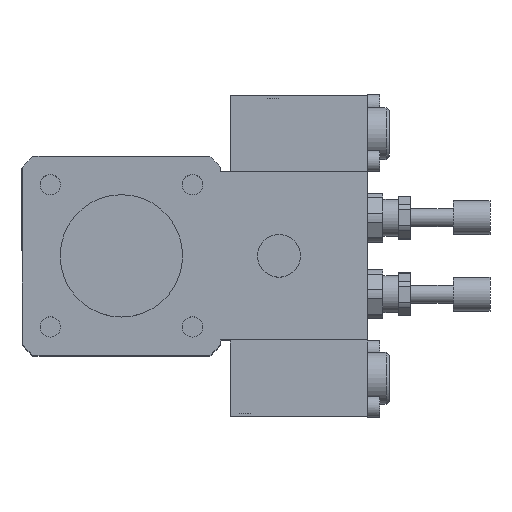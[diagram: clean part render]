
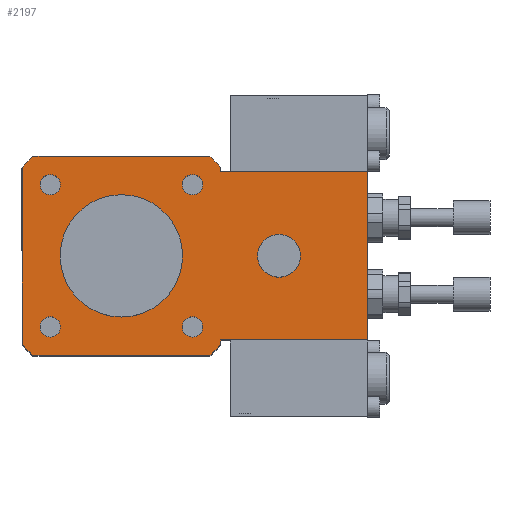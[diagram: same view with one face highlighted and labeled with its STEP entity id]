
A CAD part, top view. The second image highlights one B-rep face of the part: STEP entity #2197.
In plain terms, the highlighted planar face has unit normal (0, 0, 1).
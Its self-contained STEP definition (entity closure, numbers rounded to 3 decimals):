
#133=CARTESIAN_POINT('',(-23.25,19.927,191.0));
#134=VERTEX_POINT('',#133);
#135=CARTESIAN_POINT('',(-23.25,23.25,191.0));
#136=DIRECTION('',(0.0,0.0,-1.0));
#137=DIRECTION('',(0.0,-1.0,0.0));
#138=AXIS2_PLACEMENT_3D('',#135,#136,#137);
#139=CIRCLE('',#138,3.324);
#140=EDGE_CURVE('',#134,#134,#139,.T.);
#191=CARTESIAN_POINT('',(19.927,23.25,191.0));
#192=VERTEX_POINT('',#191);
#193=CARTESIAN_POINT('',(23.25,23.25,191.0));
#194=DIRECTION('',(0.0,0.0,-1.0));
#195=DIRECTION('',(-1.0,0.0,0.0));
#196=AXIS2_PLACEMENT_3D('',#193,#194,#195);
#197=CIRCLE('',#196,3.324);
#198=EDGE_CURVE('',#192,#192,#197,.T.);
#249=CARTESIAN_POINT('',(23.25,-19.927,191.0));
#250=VERTEX_POINT('',#249);
#251=CARTESIAN_POINT('',(23.25,-23.25,191.0));
#252=DIRECTION('',(0.0,0.0,-1.0));
#253=DIRECTION('',(0.0,1.0,0.0));
#254=AXIS2_PLACEMENT_3D('',#251,#252,#253);
#255=CIRCLE('',#254,3.324);
#256=EDGE_CURVE('',#250,#250,#255,.T.);
#307=CARTESIAN_POINT('',(-19.927,-23.25,191.0));
#308=VERTEX_POINT('',#307);
#309=CARTESIAN_POINT('',(-23.25,-23.25,191.0));
#310=DIRECTION('',(0.0,0.0,-1.0));
#311=DIRECTION('',(1.0,0.0,0.0));
#312=AXIS2_PLACEMENT_3D('',#309,#310,#311);
#313=CIRCLE('',#312,3.324);
#314=EDGE_CURVE('',#308,#308,#313,.T.);
#791=CARTESIAN_POINT('',(45.,0.0,191.0));
#792=VERTEX_POINT('',#791);
#793=CARTESIAN_POINT('',(51.5,0.0,191.0));
#794=DIRECTION('',(0.0,0.0,-1.0));
#795=DIRECTION('',(-1.0,0.0,0.0));
#796=AXIS2_PLACEMENT_3D('',#793,#794,#795);
#797=CIRCLE('',#796,6.5);
#798=EDGE_CURVE('',#792,#792,#797,.T.);
#1418=CARTESIAN_POINT('',(80.5,27.5,191.0));
#1419=VERTEX_POINT('',#1418);
#1444=CARTESIAN_POINT('',(32.5,27.5,191.0));
#1445=VERTEX_POINT('',#1444);
#1452=CARTESIAN_POINT('',(32.5,27.5,191.0));
#1453=DIRECTION('',(1.0,0.0,0.0));
#1454=VECTOR('',#1453,48.0);
#1455=LINE('',#1452,#1454);
#1456=EDGE_CURVE('',#1445,#1419,#1455,.T.);
#1512=CARTESIAN_POINT('',(80.5,-27.5,191.0));
#1513=VERTEX_POINT('',#1512);
#1520=CARTESIAN_POINT('',(32.5,-27.5,191.0));
#1521=VERTEX_POINT('',#1520);
#1522=CARTESIAN_POINT('',(32.5,-27.5,191.0));
#1523=DIRECTION('',(1.0,0.0,0.0));
#1524=VECTOR('',#1523,48.0);
#1525=LINE('',#1522,#1524);
#1526=EDGE_CURVE('',#1521,#1513,#1525,.T.);
#1581=CARTESIAN_POINT('',(80.5,-27.5,191.0));
#1582=DIRECTION('',(0.0,1.0,0.0));
#1583=VECTOR('',#1582,55.0);
#1584=LINE('',#1581,#1583);
#1585=EDGE_CURVE('',#1513,#1419,#1584,.T.);
#1604=CARTESIAN_POINT('',(32.5,-28.914,191.0));
#1605=VERTEX_POINT('',#1604);
#1606=CARTESIAN_POINT('',(32.5,-27.5,191.0));
#1607=DIRECTION('',(0.0,-1.0,0.0));
#1608=VECTOR('',#1607,1.414);
#1609=LINE('',#1606,#1608);
#1610=EDGE_CURVE('',#1521,#1605,#1609,.T.);
#1643=CARTESIAN_POINT('',(32.5,28.914,191.0));
#1644=VERTEX_POINT('',#1643);
#1651=CARTESIAN_POINT('',(32.5,28.914,191.0));
#1652=DIRECTION('',(0.0,-1.0,0.0));
#1653=VECTOR('',#1652,1.414);
#1654=LINE('',#1651,#1653);
#1655=EDGE_CURVE('',#1644,#1445,#1654,.T.);
#1682=CARTESIAN_POINT('',(-20.,0.0,191.0));
#1683=VERTEX_POINT('',#1682);
#1684=CARTESIAN_POINT('',(0.0,0.0,191.0));
#1685=DIRECTION('',(0.0,0.0,-1.0));
#1686=DIRECTION('',(-1.0,0.0,0.0));
#1687=AXIS2_PLACEMENT_3D('',#1684,#1685,#1686);
#1688=CIRCLE('',#1687,20.);
#1689=EDGE_CURVE('',#1683,#1683,#1688,.T.);
#1997=CARTESIAN_POINT('',(28.914,32.5,191.0));
#1998=VERTEX_POINT('',#1997);
#1999=CARTESIAN_POINT('',(0.,0.,191.0));
#2000=DIRECTION('',(0.,0.,-1.0));
#2001=DIRECTION('',(-0.747,-0.665,0.));
#2002=AXIS2_PLACEMENT_3D('',#1999,#2000,#2001);
#2003=CIRCLE('',#2002,43.5);
#2004=EDGE_CURVE('',#1998,#1644,#2003,.T.);
#2022=CARTESIAN_POINT('',(28.914,-32.5,191.0));
#2023=VERTEX_POINT('',#2022);
#2024=CARTESIAN_POINT('',(0.,0.,191.0));
#2025=DIRECTION('',(0.,0.,-1.0));
#2026=DIRECTION('',(-0.665,0.747,0.));
#2027=AXIS2_PLACEMENT_3D('',#2024,#2025,#2026);
#2028=CIRCLE('',#2027,43.5);
#2029=EDGE_CURVE('',#1605,#2023,#2028,.T.);
#2047=CARTESIAN_POINT('',(-28.914,-32.5,191.0));
#2048=VERTEX_POINT('',#2047);
#2049=CARTESIAN_POINT('',(28.914,-32.5,191.0));
#2050=DIRECTION('',(-1.0,0.0,0.0));
#2051=VECTOR('',#2050,57.827);
#2052=LINE('',#2049,#2051);
#2053=EDGE_CURVE('',#2023,#2048,#2052,.T.);
#2074=CARTESIAN_POINT('',(-32.5,-28.914,191.0));
#2075=VERTEX_POINT('',#2074);
#2076=CARTESIAN_POINT('',(0.,0.,191.0));
#2077=DIRECTION('',(0.,0.,-1.));
#2078=DIRECTION('',(0.747,0.665,0.));
#2079=AXIS2_PLACEMENT_3D('',#2076,#2077,#2078);
#2080=CIRCLE('',#2079,43.5);
#2081=EDGE_CURVE('',#2048,#2075,#2080,.T.);
#2099=CARTESIAN_POINT('',(-32.5,28.914,191.0));
#2100=VERTEX_POINT('',#2099);
#2101=CARTESIAN_POINT('',(-32.5,-28.914,191.0));
#2102=DIRECTION('',(0.0,1.0,0.0));
#2103=VECTOR('',#2102,57.827);
#2104=LINE('',#2101,#2103);
#2105=EDGE_CURVE('',#2075,#2100,#2104,.T.);
#2123=CARTESIAN_POINT('',(-28.914,32.5,191.0));
#2124=VERTEX_POINT('',#2123);
#2125=CARTESIAN_POINT('',(0.,0.,191.0));
#2126=DIRECTION('',(0.,0.,-1.0));
#2127=DIRECTION('',(0.665,-0.747,0.));
#2128=AXIS2_PLACEMENT_3D('',#2125,#2126,#2127);
#2129=CIRCLE('',#2128,43.5);
#2130=EDGE_CURVE('',#2100,#2124,#2129,.T.);
#2148=CARTESIAN_POINT('',(-28.914,32.5,191.0));
#2149=DIRECTION('',(1.0,0.0,0.0));
#2150=VECTOR('',#2149,57.827);
#2151=LINE('',#2148,#2150);
#2152=EDGE_CURVE('',#2124,#1998,#2151,.T.);
#2160=CARTESIAN_POINT('',(0.,0.,191.0));
#2161=DIRECTION('',(0.0,0.0,1.0));
#2162=DIRECTION('',(1.0,0.0,0.0));
#2163=AXIS2_PLACEMENT_3D('',#2160,#2161,#2162);
#2164=PLANE('',#2163);
#2165=ORIENTED_EDGE('',*,*,#2004,.F.);
#2166=ORIENTED_EDGE('',*,*,#2152,.F.);
#2167=ORIENTED_EDGE('',*,*,#2130,.F.);
#2168=ORIENTED_EDGE('',*,*,#2105,.F.);
#2169=ORIENTED_EDGE('',*,*,#2081,.F.);
#2170=ORIENTED_EDGE('',*,*,#2053,.F.);
#2171=ORIENTED_EDGE('',*,*,#2029,.F.);
#2172=ORIENTED_EDGE('',*,*,#1610,.F.);
#2173=ORIENTED_EDGE('',*,*,#1526,.T.);
#2174=ORIENTED_EDGE('',*,*,#1585,.T.);
#2175=ORIENTED_EDGE('',*,*,#1456,.F.);
#2176=ORIENTED_EDGE('',*,*,#1655,.F.);
#2177=EDGE_LOOP('',(#2165,#2166,#2167,#2168,#2169,#2170,#2171,#2172,#2173,#2174,#2175,#2176));
#2178=FACE_OUTER_BOUND('',#2177,.T.);
#2179=ORIENTED_EDGE('',*,*,#140,.T.);
#2180=EDGE_LOOP('',(#2179));
#2181=FACE_BOUND('',#2180,.T.);
#2182=ORIENTED_EDGE('',*,*,#198,.T.);
#2183=EDGE_LOOP('',(#2182));
#2184=FACE_BOUND('',#2183,.T.);
#2185=ORIENTED_EDGE('',*,*,#256,.T.);
#2186=EDGE_LOOP('',(#2185));
#2187=FACE_BOUND('',#2186,.T.);
#2188=ORIENTED_EDGE('',*,*,#314,.T.);
#2189=EDGE_LOOP('',(#2188));
#2190=FACE_BOUND('',#2189,.T.);
#2191=ORIENTED_EDGE('',*,*,#798,.T.);
#2192=EDGE_LOOP('',(#2191));
#2193=FACE_BOUND('',#2192,.T.);
#2194=ORIENTED_EDGE('',*,*,#1689,.T.);
#2195=EDGE_LOOP('',(#2194));
#2196=FACE_BOUND('',#2195,.T.);
#2197=ADVANCED_FACE('',(#2178,#2181,#2184,#2187,#2190,#2193,#2196),#2164,.T.);
